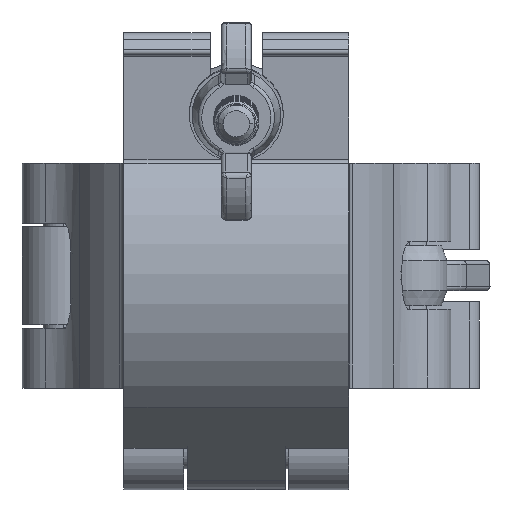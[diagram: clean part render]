
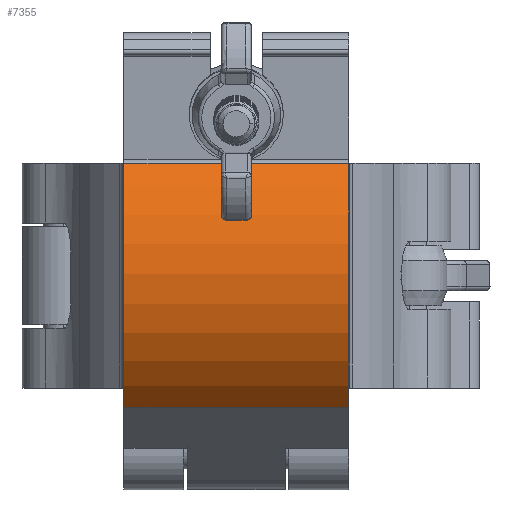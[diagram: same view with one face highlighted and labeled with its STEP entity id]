
A CAD part, front view. The second image highlights one B-rep face of the part: STEP entity #7355.
In plain terms, the highlighted cylindrical face has radius 23 mm (diameter 46 mm), a partial arc.
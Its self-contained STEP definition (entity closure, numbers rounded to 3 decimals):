
#492 = CYLINDRICAL_SURFACE ( 'NONE', #23165, 23. ) ;
#619 = LINE ( 'NONE', #15869, #19300 ) ;
#2865 = DIRECTION ( 'NONE',  ( 0., 0., -1. ) ) ;
#4079 = CARTESIAN_POINT ( 'NONE',  ( 39.264, 14.278, 14.95 ) ) ;
#5312 = DIRECTION ( 'NONE',  ( 0., 0., -1. ) ) ;
#5806 = CARTESIAN_POINT ( 'NONE',  ( 39.264, 14.278, -14.95 ) ) ;
#6855 = DIRECTION ( 'NONE',  ( -1., 0., 0. ) ) ;
#7355 = ADVANCED_FACE ( 'NONE', ( #22864 ), #492, .T. ) ;
#7546 = CIRCLE ( 'NONE', #19702, 23. ) ;
#7608 = VERTEX_POINT ( 'NONE', #4079 ) ;
#7853 = ORIENTED_EDGE ( 'NONE', *, *, #21110, .F. ) ;
#7876 = VECTOR ( 'NONE', #9929, 1000. ) ;
#9289 = CARTESIAN_POINT ( 'NONE',  ( 6.718, 14.418, -14.95 ) ) ;
#9697 = CARTESIAN_POINT ( 'NONE',  ( 22.921, -1.905, 14.95 ) ) ;
#9840 = DIRECTION ( 'NONE',  ( 1., 0., 0. ) ) ;
#9929 = DIRECTION ( 'NONE',  ( 0., 0., -1. ) ) ;
#10430 = CARTESIAN_POINT ( 'NONE',  ( 6.718, 14.418, 14.95 ) ) ;
#10776 = CARTESIAN_POINT ( 'NONE',  ( 22.921, -1.905, 14.95 ) ) ;
#11263 = DIRECTION ( 'NONE',  ( 0., 0., 1. ) ) ;
#11755 = CARTESIAN_POINT ( 'NONE',  ( 6.718, 14.418, 14.95 ) ) ;
#12010 = VERTEX_POINT ( 'NONE', #5806 ) ;
#12330 = EDGE_LOOP ( 'NONE', ( #13084, #21833, #7853, #15523 ) ) ;
#13029 = CARTESIAN_POINT ( 'NONE',  ( 22.921, -1.905, -14.95 ) ) ;
#13084 = ORIENTED_EDGE ( 'NONE', *, *, #17030, .T. ) ;
#13290 = EDGE_CURVE ( 'NONE', #20013, #14597, #16753, .T. ) ;
#14597 = VERTEX_POINT ( 'NONE', #9289 ) ;
#14987 = DIRECTION ( 'NONE',  ( 1., 0., 0. ) ) ;
#15523 = ORIENTED_EDGE ( 'NONE', *, *, #15692, .T. ) ;
#15570 = AXIS2_PLACEMENT_3D ( 'NONE', #9697, #22214, #14987 ) ;
#15692 = EDGE_CURVE ( 'NONE', #7608, #12010, #619, .T. ) ;
#15869 = CARTESIAN_POINT ( 'NONE',  ( 39.264, 14.278, 14.95 ) ) ;
#15971 = CIRCLE ( 'NONE', #15570, 23. ) ;
#16753 = LINE ( 'NONE', #11755, #7876 ) ;
#17030 = EDGE_CURVE ( 'NONE', #12010, #14597, #7546, .T. ) ;
#19300 = VECTOR ( 'NONE', #2865, 1000. ) ;
#19702 = AXIS2_PLACEMENT_3D ( 'NONE', #13029, #11263, #9840 ) ;
#20013 = VERTEX_POINT ( 'NONE', #10430 ) ;
#21110 = EDGE_CURVE ( 'NONE', #7608, #20013, #15971, .T. ) ;
#21833 = ORIENTED_EDGE ( 'NONE', *, *, #13290, .F. ) ;
#22214 = DIRECTION ( 'NONE',  ( 0., 0., 1. ) ) ;
#22864 = FACE_OUTER_BOUND ( 'NONE', #12330, .T. ) ;
#23165 = AXIS2_PLACEMENT_3D ( 'NONE', #10776, #5312, #6855 ) ;
